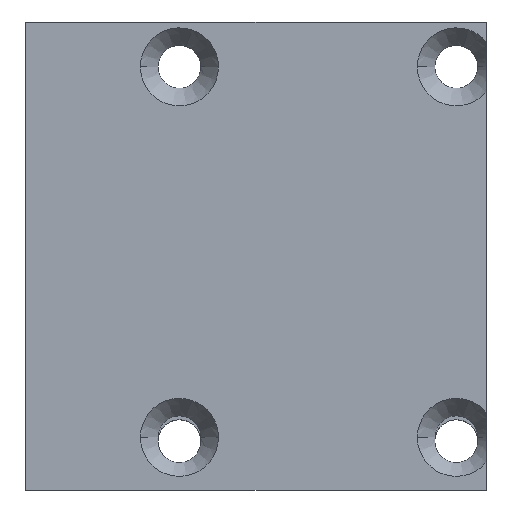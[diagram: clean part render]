
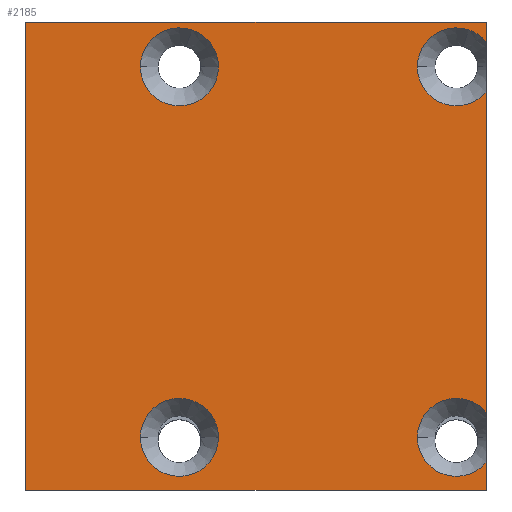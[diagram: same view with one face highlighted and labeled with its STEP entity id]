
A CAD part, front view. The second image highlights one B-rep face of the part: STEP entity #2185.
In plain terms, the highlighted planar face has unit normal (0, -1, 0).
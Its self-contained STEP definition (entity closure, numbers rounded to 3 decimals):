
#2079=AXIS2_PLACEMENT_3D('Plane Axis2P3D',#2076,#2077,#2078) ;
#2083=AXIS2_PLACEMENT_3D('Circle Axis2P3D',#2081,#2082,$) ;
#2090=AXIS2_PLACEMENT_3D('Circle Axis2P3D',#2088,#2089,$) ;
#2097=AXIS2_PLACEMENT_3D('Circle Axis2P3D',#2095,#2096,$) ;
#2102=AXIS2_PLACEMENT_3D('Circle Axis2P3D',#2100,#2101,$) ;
#2109=AXIS2_PLACEMENT_3D('Circle Axis2P3D',#2107,#2108,$) ;
#2116=AXIS2_PLACEMENT_3D('Circle Axis2P3D',#2114,#2115,$) ;
#2135=AXIS2_PLACEMENT_3D('Circle Axis2P3D',#2133,#2134,$) ;
#2144=AXIS2_PLACEMENT_3D('Circle Axis2P3D',#2142,#2143,$) ;
#2151=AXIS2_PLACEMENT_3D('Circle Axis2P3D',#2149,#2150,$) ;
#2161=AXIS2_PLACEMENT_3D('Circle Axis2P3D',#2159,#2160,$) ;
#2170=AXIS2_PLACEMENT_3D('Circle Axis2P3D',#2168,#2169,$) ;
#2177=AXIS2_PLACEMENT_3D('Circle Axis2P3D',#2175,#2176,$) ;
#271=CARTESIAN_POINT('Vertex',(25.079,-293.952,1887.789)) ;
#274=CARTESIAN_POINT('Line Origine',(25.079,-293.953,1917.789)) ;
#278=CARTESIAN_POINT('Vertex',(25.079,-293.953,1947.789)) ;
#321=CARTESIAN_POINT('Line Origine',(54.579,-293.953,1947.789)) ;
#325=CARTESIAN_POINT('Vertex',(84.079,-293.953,1947.789)) ;
#385=CARTESIAN_POINT('Vertex',(84.079,-293.952,1897.767)) ;
#401=CARTESIAN_POINT('Vertex',(84.079,-293.952,1891.311)) ;
#404=CARTESIAN_POINT('Line Origine',(84.079,-293.952,1889.55)) ;
#408=CARTESIAN_POINT('Vertex',(84.079,-293.952,1887.789)) ;
#444=CARTESIAN_POINT('Line Origine',(84.079,-293.953,1946.528)) ;
#448=CARTESIAN_POINT('Vertex',(84.079,-293.953,1945.267)) ;
#477=CARTESIAN_POINT('Vertex',(84.079,-293.953,1938.811)) ;
#480=CARTESIAN_POINT('Line Origine',(84.079,-293.953,1918.289)) ;
#1943=CARTESIAN_POINT('Line Origine',(54.579,-293.952,1887.789)) ;
#2076=CARTESIAN_POINT('Axis2P3D Location',(0.,-293.908,-0.007)) ;
#2081=CARTESIAN_POINT('Axis2P3D Location',(80.261,-293.953,1942.039)) ;
#2085=CARTESIAN_POINT('Vertex',(75.261,-293.953,1942.039)) ;
#2088=CARTESIAN_POINT('Axis2P3D Location',(80.261,-293.953,1942.039)) ;
#2092=CARTESIAN_POINT('Vertex',(81.842,-293.953,1946.783)) ;
#2095=CARTESIAN_POINT('Axis2P3D Location',(80.261,-293.953,1942.039)) ;
#2100=CARTESIAN_POINT('Axis2P3D Location',(80.261,-293.952,1894.539)) ;
#2104=CARTESIAN_POINT('Vertex',(75.261,-293.952,1894.539)) ;
#2107=CARTESIAN_POINT('Axis2P3D Location',(80.261,-293.952,1894.539)) ;
#2111=CARTESIAN_POINT('Vertex',(81.842,-293.952,1899.283)) ;
#2114=CARTESIAN_POINT('Axis2P3D Location',(80.261,-293.952,1894.539)) ;
#2133=CARTESIAN_POINT('Axis2P3D Location',(44.761,-293.953,1942.039)) ;
#2137=CARTESIAN_POINT('Vertex',(46.342,-293.953,1946.783)) ;
#2139=CARTESIAN_POINT('Vertex',(39.761,-293.953,1942.039)) ;
#2142=CARTESIAN_POINT('Axis2P3D Location',(44.761,-293.953,1942.039)) ;
#2146=CARTESIAN_POINT('Vertex',(49.761,-293.953,1942.039)) ;
#2149=CARTESIAN_POINT('Axis2P3D Location',(44.761,-293.953,1942.039)) ;
#2159=CARTESIAN_POINT('Axis2P3D Location',(44.761,-293.952,1894.539)) ;
#2163=CARTESIAN_POINT('Vertex',(39.761,-293.952,1894.539)) ;
#2165=CARTESIAN_POINT('Vertex',(49.761,-293.952,1894.539)) ;
#2168=CARTESIAN_POINT('Axis2P3D Location',(44.761,-293.952,1894.539)) ;
#2172=CARTESIAN_POINT('Vertex',(46.342,-293.952,1899.283)) ;
#2175=CARTESIAN_POINT('Axis2P3D Location',(44.761,-293.952,1894.539)) ;
#275=DIRECTION('Vector Direction',(0.,0.,-1.)) ;
#322=DIRECTION('Vector Direction',(-1.,0.,0.)) ;
#405=DIRECTION('Vector Direction',(0.,0.,1.)) ;
#445=DIRECTION('Vector Direction',(0.,0.,1.)) ;
#481=DIRECTION('Vector Direction',(0.,0.,1.)) ;
#1944=DIRECTION('Vector Direction',(1.,0.,0.)) ;
#2077=DIRECTION('Axis2P3D Direction',(0.,1.,0.)) ;
#2078=DIRECTION('Axis2P3D XDirection',(-1.,0.,0.)) ;
#2082=DIRECTION('Axis2P3D Direction',(0.,1.,0.)) ;
#2089=DIRECTION('Axis2P3D Direction',(0.,1.,0.)) ;
#2096=DIRECTION('Axis2P3D Direction',(0.,1.,0.)) ;
#2101=DIRECTION('Axis2P3D Direction',(0.,1.,0.)) ;
#2108=DIRECTION('Axis2P3D Direction',(0.,1.,0.)) ;
#2115=DIRECTION('Axis2P3D Direction',(0.,1.,0.)) ;
#2134=DIRECTION('Axis2P3D Direction',(0.,1.,0.)) ;
#2143=DIRECTION('Axis2P3D Direction',(0.,1.,0.)) ;
#2150=DIRECTION('Axis2P3D Direction',(0.,1.,0.)) ;
#2160=DIRECTION('Axis2P3D Direction',(0.,1.,0.)) ;
#2169=DIRECTION('Axis2P3D Direction',(0.,1.,0.)) ;
#2176=DIRECTION('Axis2P3D Direction',(0.,1.,0.)) ;
#276=VECTOR('Line Direction',#275,1.) ;
#323=VECTOR('Line Direction',#322,1.) ;
#406=VECTOR('Line Direction',#405,1.) ;
#446=VECTOR('Line Direction',#445,1.) ;
#482=VECTOR('Line Direction',#481,1.) ;
#1945=VECTOR('Line Direction',#1944,1.) ;
#2120=ORIENTED_EDGE('',*,*,#2087,.F.) ;
#2121=ORIENTED_EDGE('',*,*,#2094,.F.) ;
#2122=ORIENTED_EDGE('',*,*,#2099,.F.) ;
#2123=ORIENTED_EDGE('',*,*,#450,.F.) ;
#2124=ORIENTED_EDGE('',*,*,#327,.F.) ;
#2125=ORIENTED_EDGE('',*,*,#280,.F.) ;
#2126=ORIENTED_EDGE('',*,*,#1947,.F.) ;
#2127=ORIENTED_EDGE('',*,*,#410,.F.) ;
#2128=ORIENTED_EDGE('',*,*,#2106,.F.) ;
#2129=ORIENTED_EDGE('',*,*,#2113,.F.) ;
#2130=ORIENTED_EDGE('',*,*,#2118,.F.) ;
#2131=ORIENTED_EDGE('',*,*,#484,.F.) ;
#2155=ORIENTED_EDGE('',*,*,#2141,.F.) ;
#2156=ORIENTED_EDGE('',*,*,#2148,.F.) ;
#2157=ORIENTED_EDGE('',*,*,#2153,.F.) ;
#2181=ORIENTED_EDGE('',*,*,#2167,.F.) ;
#2182=ORIENTED_EDGE('',*,*,#2174,.F.) ;
#2183=ORIENTED_EDGE('',*,*,#2179,.F.) ;
#2158=FACE_BOUND('',#2154,.T.) ;
#2184=FACE_BOUND('',#2180,.T.) ;
#2185=ADVANCED_FACE('PartBody',(#2132,#2158,#2184),#2080,.F.) ;
#2084=CIRCLE('generated circle',#2083,5.) ;
#2091=CIRCLE('generated circle',#2090,5.001) ;
#2098=CIRCLE('generated circle',#2097,5.) ;
#2103=CIRCLE('generated circle',#2102,5.) ;
#2110=CIRCLE('generated circle',#2109,5.001) ;
#2117=CIRCLE('generated circle',#2116,5.) ;
#2136=CIRCLE('generated circle',#2135,5.001) ;
#2145=CIRCLE('generated circle',#2144,5.) ;
#2152=CIRCLE('generated circle',#2151,5.) ;
#2162=CIRCLE('generated circle',#2161,5.) ;
#2171=CIRCLE('generated circle',#2170,5.001) ;
#2178=CIRCLE('generated circle',#2177,5.) ;
#280=EDGE_CURVE('',#272,#279,#277,.F.) ;
#327=EDGE_CURVE('',#279,#326,#324,.F.) ;
#410=EDGE_CURVE('',#402,#409,#407,.F.) ;
#450=EDGE_CURVE('',#326,#449,#447,.F.) ;
#484=EDGE_CURVE('',#478,#386,#483,.F.) ;
#1947=EDGE_CURVE('',#409,#272,#1946,.F.) ;
#2087=EDGE_CURVE('',#2086,#478,#2084,.F.) ;
#2094=EDGE_CURVE('',#2093,#2086,#2091,.F.) ;
#2099=EDGE_CURVE('',#449,#2093,#2098,.F.) ;
#2106=EDGE_CURVE('',#2105,#402,#2103,.F.) ;
#2113=EDGE_CURVE('',#2112,#2105,#2110,.F.) ;
#2118=EDGE_CURVE('',#386,#2112,#2117,.F.) ;
#2141=EDGE_CURVE('',#2138,#2140,#2136,.F.) ;
#2148=EDGE_CURVE('',#2147,#2138,#2145,.F.) ;
#2153=EDGE_CURVE('',#2140,#2147,#2152,.F.) ;
#2167=EDGE_CURVE('',#2164,#2166,#2162,.F.) ;
#2174=EDGE_CURVE('',#2173,#2164,#2171,.F.) ;
#2179=EDGE_CURVE('',#2166,#2173,#2178,.F.) ;
#2119=EDGE_LOOP('',(#2120,#2121,#2122,#2123,#2124,#2125,#2126,#2127,#2128,#2129,#2130,#2131)) ;
#2154=EDGE_LOOP('',(#2155,#2156,#2157)) ;
#2180=EDGE_LOOP('',(#2181,#2182,#2183)) ;
#2132=FACE_OUTER_BOUND('',#2119,.T.) ;
#277=LINE('Line',#274,#276) ;
#324=LINE('Line',#321,#323) ;
#407=LINE('Line',#404,#406) ;
#447=LINE('Line',#444,#446) ;
#483=LINE('Line',#480,#482) ;
#1946=LINE('Line',#1943,#1945) ;
#2080=PLANE('',#2079) ;
#272=VERTEX_POINT('',#271) ;
#279=VERTEX_POINT('',#278) ;
#326=VERTEX_POINT('',#325) ;
#386=VERTEX_POINT('',#385) ;
#402=VERTEX_POINT('',#401) ;
#409=VERTEX_POINT('',#408) ;
#449=VERTEX_POINT('',#448) ;
#478=VERTEX_POINT('',#477) ;
#2086=VERTEX_POINT('',#2085) ;
#2093=VERTEX_POINT('',#2092) ;
#2105=VERTEX_POINT('',#2104) ;
#2112=VERTEX_POINT('',#2111) ;
#2138=VERTEX_POINT('',#2137) ;
#2140=VERTEX_POINT('',#2139) ;
#2147=VERTEX_POINT('',#2146) ;
#2164=VERTEX_POINT('',#2163) ;
#2166=VERTEX_POINT('',#2165) ;
#2173=VERTEX_POINT('',#2172) ;
